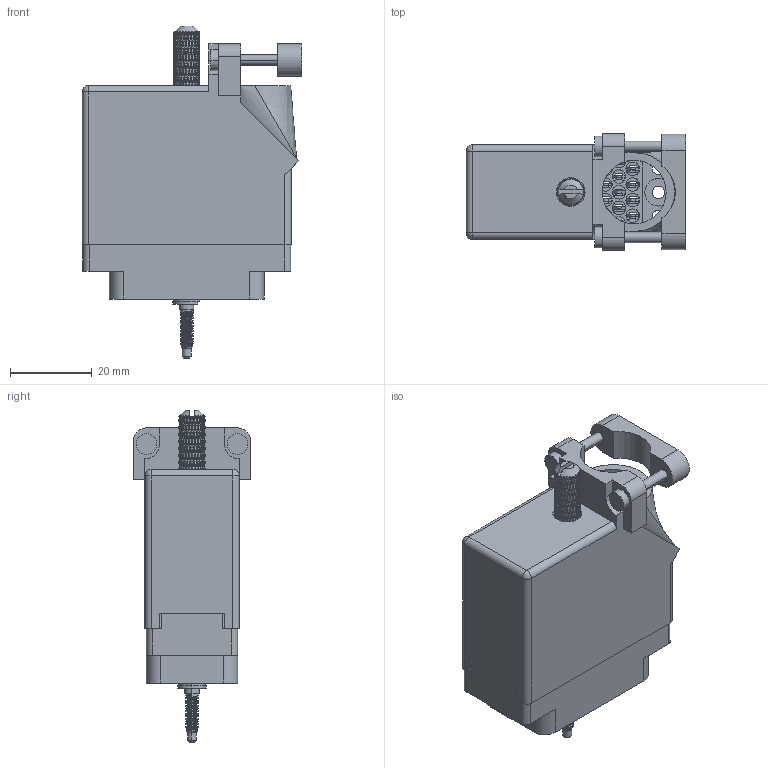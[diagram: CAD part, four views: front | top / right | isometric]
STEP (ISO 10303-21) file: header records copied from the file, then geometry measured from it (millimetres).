
FILE_DESCRIPTION (( 'STEP AP203' ), '1' );
FILE_NAME ('516-038-540-135.STEP', '2020-03-09T22:46:22', ( '' ), ( '' ), 'SwSTEP 2.0', 'SolidWorks 2016', '' );
FILE_SCHEMA (( 'CONFIG_CONTROL_DESIGN' ));
Products named in the file (9): Actuating Screw Assy 038-056; 516-253-138-107; 516-253-035-100; 516 Plug Insulator_038; 516-292-001_540 Contact; 516-038-540-135; 516-230-001_Plastic - 038 Top Entry - Large Clamp; 516-251-035-100; 516-250-038-111
Assembly tree (46 placements, depth 3):
  516-038-540-135
    516 Plug Insulator_038
    516-292-001_540 Contact  x38
    516-230-001_Plastic - 038 Top Entry - Large Clamp
    Actuating Screw Assy 038-056
      516-251-035-100
      516-253-035-100  x2
      516-253-138-107
      516-250-038-111
Bounding box: 53.62 x 28.57 x 81.03 mm (x, y, z)
Volume: 23535.9 mm3; surface area: 35615.4 mm2
Topology: 45 solids, 45 shells, 5103 faces, 13722 edges, 8732 vertices
Faces by surface type: plane 2358, cylinder 1486, bspline 1237, cone 20, sphere 2
Entity records: 103146 total; most frequent: CARTESIAN_POINT 54654, ORIENTED_EDGE 12024, DIRECTION 7174, EDGE_CURVE 6012, VERTEX_POINT 3618, EDGE_LOOP 2560, ADVANCED_FACE 2433, FACE_OUTER_BOUND 2433
